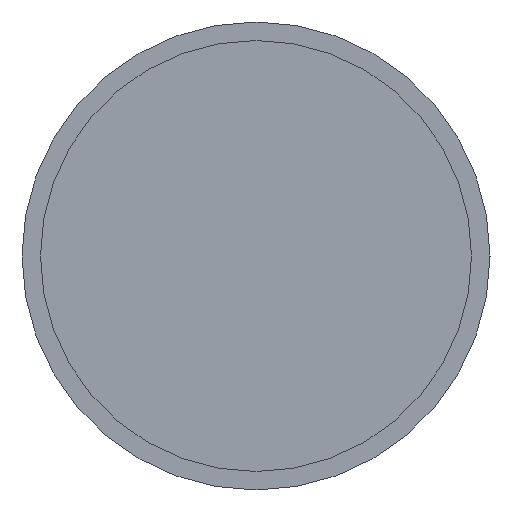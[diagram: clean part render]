
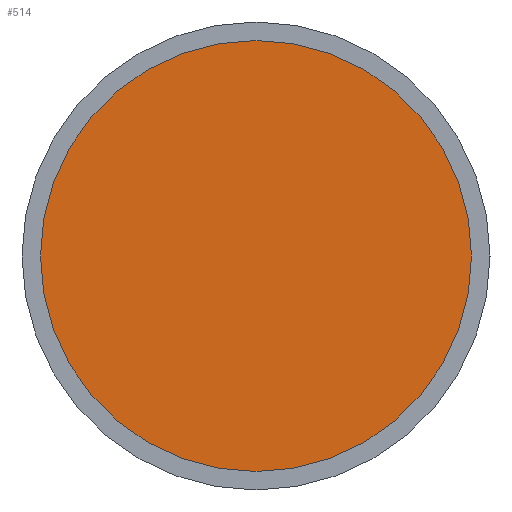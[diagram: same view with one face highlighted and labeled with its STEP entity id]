
A CAD part, left-side view. The second image highlights one B-rep face of the part: STEP entity #514.
In plain terms, the highlighted planar face has unit normal (-1, 0, 0).
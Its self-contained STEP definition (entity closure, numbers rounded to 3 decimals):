
#13 = CARTESIAN_POINT ( 'NONE',  ( 2., 0., 17.5 ) ) ;
#30 = CARTESIAN_POINT ( 'NONE',  ( 2., 0., -17.5 ) ) ;
#51 = ORIENTED_EDGE ( 'NONE', *, *, #479, .T. ) ;
#73 = DIRECTION ( 'NONE',  ( -1., 0., 0. ) ) ;
#101 = PLANE ( 'NONE',  #192 ) ;
#124 = AXIS2_PLACEMENT_3D ( 'NONE', #214, #447, #135 ) ;
#135 = DIRECTION ( 'NONE',  ( 0., 0., 1. ) ) ;
#166 = FACE_OUTER_BOUND ( 'NONE', #379, .T. ) ;
#169 = VERTEX_POINT ( 'NONE', #13 ) ;
#192 = AXIS2_PLACEMENT_3D ( 'NONE', #223, #73, #340 ) ;
#195 = VERTEX_POINT ( 'NONE', #30 ) ;
#206 = AXIS2_PLACEMENT_3D ( 'NONE', #229, #506, #316 ) ;
#214 = CARTESIAN_POINT ( 'NONE',  ( 2., 0., 0. ) ) ;
#223 = CARTESIAN_POINT ( 'NONE',  ( 2., 0., 0. ) ) ;
#229 = CARTESIAN_POINT ( 'NONE',  ( 2., 0., 0. ) ) ;
#316 = DIRECTION ( 'NONE',  ( 0., 0., 1. ) ) ;
#340 = DIRECTION ( 'NONE',  ( 0., 0., 1. ) ) ;
#358 = EDGE_CURVE ( 'NONE', #195, #169, #380, .T. ) ;
#379 = EDGE_LOOP ( 'NONE', ( #51, #398 ) ) ;
#380 = CIRCLE ( 'NONE', #124, 17.5 ) ;
#398 = ORIENTED_EDGE ( 'NONE', *, *, #358, .T. ) ;
#447 = DIRECTION ( 'NONE',  ( -1., 0., 0. ) ) ;
#479 = EDGE_CURVE ( 'NONE', #169, #195, #494, .T. ) ;
#494 = CIRCLE ( 'NONE', #206, 17.5 ) ;
#506 = DIRECTION ( 'NONE',  ( -1., 0., 0. ) ) ;
#514 = ADVANCED_FACE ( 'NONE', ( #166 ), #101, .T. ) ;
